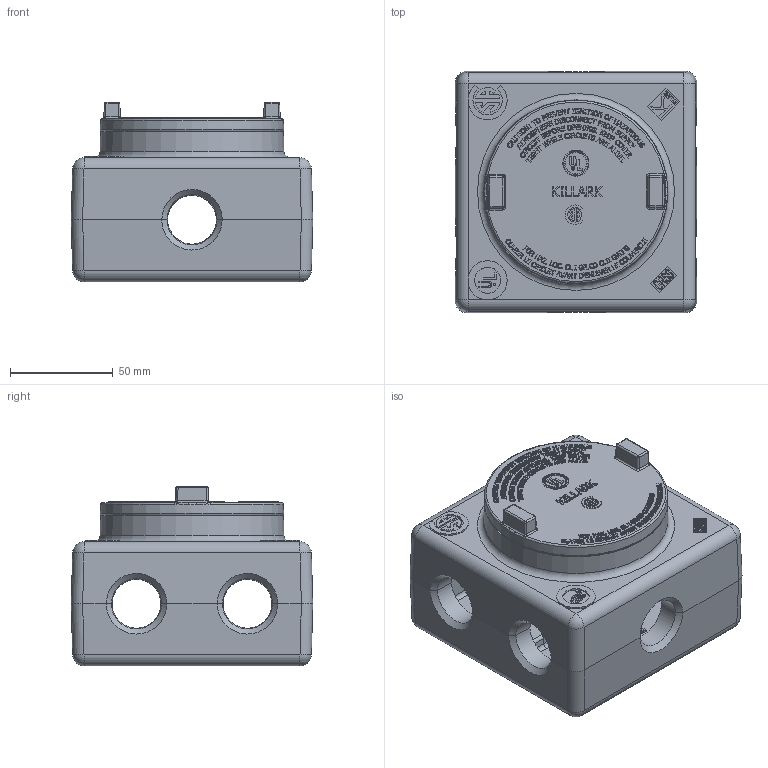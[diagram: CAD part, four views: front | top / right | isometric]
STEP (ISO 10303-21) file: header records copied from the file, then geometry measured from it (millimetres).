
FILE_DESCRIPTION(/* description */ (''),/* implementation_level */ '2;1');
FILE_NAME(/* name */ 'GRSS-2.stp',/* time_stamp */ '2020-05-01T15:26:34-05:00',/* author */ ('nsantoro'),/* organization */ (''),/* preprocessor_version */ 'ST-DEVELOPER v18',/* originating_system */ 'Autodesk Inventor 2020',/* authorisation */ '');
FILE_SCHEMA (('AUTOMOTIVE_DESIGN { 1 0 10303 214 3 1 1 }'));
Products named in the file (3): Assembly2; GRSS-2 Body; 03511
Assembly tree (2 placements, depth 2):
  Assembly2
    GRSS-2 Body
    03511
Bounding box: 117.47 x 117.47 x 87.31 mm (x, y, z)
Volume: 369692.7 mm3; surface area: 117787.3 mm2
Topology: 2 solids, 2 shells, 4223 faces, 11238 edges, 7378 vertices
Faces by surface type: plane 2628, bspline 1375, cylinder 170, torus 18, sphere 18, cone 14
Full cylindrical faces by diameter (mm): 1.181 x1, 1.191 x1, 1.41 x1, 3.967 x1, 4.762 x1, 10.35 x1, 10.858 x1, 12.192 x1, 12.7 x2, 19.05 x1, 80.373 x1, 82.321 x1, 84.137 x1
Entity records: 144001 total; most frequent: CARTESIAN_POINT 47724, ORIENTED_EDGE 22434, DIRECTION 14876, EDGE_CURVE 11217, LINE 8076, VECTOR 8076, VERTEX_POINT 7378, EDGE_LOOP 4617
